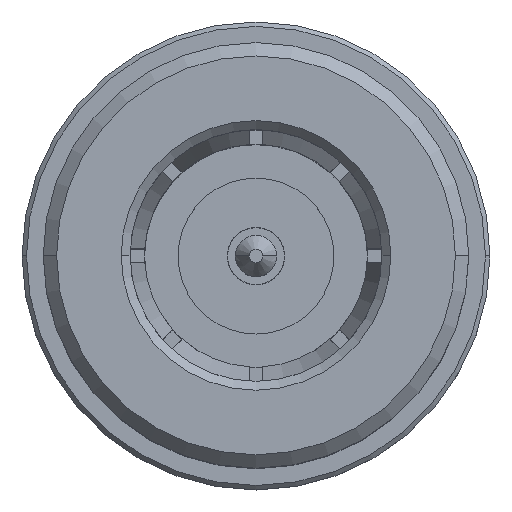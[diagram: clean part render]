
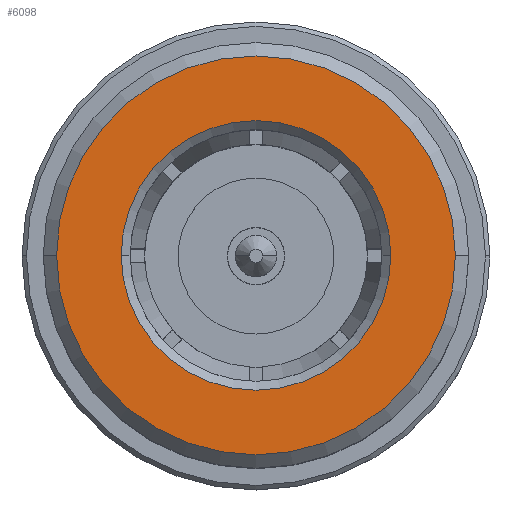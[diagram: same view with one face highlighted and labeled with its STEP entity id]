
A CAD part, top view. The second image highlights one B-rep face of the part: STEP entity #6098.
In plain terms, the highlighted planar face has unit normal (0, 0, 1).
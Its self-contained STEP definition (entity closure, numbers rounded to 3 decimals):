
#1644 = EDGE_CURVE ( 'NONE', #3074, #7457, #6947, .T. ) ;
#1857 = DIRECTION ( 'NONE',  ( 0., 0., -1. ) ) ;
#2845 = DIRECTION ( 'NONE',  ( 0., 0., -1. ) ) ;
#2967 = DIRECTION ( 'NONE',  ( 0., 0., 1. ) ) ;
#3006 = EDGE_CURVE ( 'NONE', #7457, #3074, #5380, .T. ) ;
#3074 = VERTEX_POINT ( 'NONE', #9004 ) ;
#3277 = CARTESIAN_POINT ( 'NONE',  ( -4.475, 0., 0. ) ) ;
#3394 = DIRECTION ( 'NONE',  ( 1., 0., 0. ) ) ;
#3575 = DIRECTION ( 'NONE',  ( 0., -1., 0. ) ) ;
#3589 = EDGE_CURVE ( 'NONE', #8907, #6900, #6630, .T. ) ;
#3592 = AXIS2_PLACEMENT_3D ( 'NONE', #8575, #1857, #4852 ) ;
#3965 = AXIS2_PLACEMENT_3D ( 'NONE', #6119, #2967, #8161 ) ;
#4124 = AXIS2_PLACEMENT_3D ( 'NONE', #4633, #8543, #9338 ) ;
#4282 = CARTESIAN_POINT ( 'NONE',  ( -3.025, 0., 0. ) ) ;
#4455 = EDGE_CURVE ( 'NONE', #6900, #8907, #8928, .T. ) ;
#4633 = CARTESIAN_POINT ( 'NONE',  ( 0., 0., 0. ) ) ;
#4852 = DIRECTION ( 'NONE',  ( -1., 0., 0. ) ) ;
#4922 = ORIENTED_EDGE ( 'NONE', *, *, #1644, .F. ) ;
#5010 = DIRECTION ( 'NONE',  ( 0., 0., 1. ) ) ;
#5380 = CIRCLE ( 'NONE', #3965, 3.025 ) ;
#5460 = EDGE_LOOP ( 'NONE', ( #7818, #9513 ) ) ;
#5867 = AXIS2_PLACEMENT_3D ( 'NONE', #7255, #5010, #3394 ) ;
#5879 = ORIENTED_EDGE ( 'NONE', *, *, #3006, .F. ) ;
#6098 = ADVANCED_FACE ( 'NONE', ( #8782, #6681 ), #8188, .F. ) ;
#6119 = CARTESIAN_POINT ( 'NONE',  ( 0., 0., 0. ) ) ;
#6578 = CARTESIAN_POINT ( 'NONE',  ( 4.475, 0., 0. ) ) ;
#6630 = CIRCLE ( 'NONE', #4124, 4.475 ) ;
#6634 = AXIS2_PLACEMENT_3D ( 'NONE', #7997, #2845, #3575 ) ;
#6681 = FACE_OUTER_BOUND ( 'NONE', #5460, .T. ) ;
#6900 = VERTEX_POINT ( 'NONE', #3277 ) ;
#6947 = CIRCLE ( 'NONE', #5867, 3.025 ) ;
#7255 = CARTESIAN_POINT ( 'NONE',  ( 0., 0., 0. ) ) ;
#7457 = VERTEX_POINT ( 'NONE', #4282 ) ;
#7818 = ORIENTED_EDGE ( 'NONE', *, *, #4455, .F. ) ;
#7997 = CARTESIAN_POINT ( 'NONE',  ( 4.529, -4.529, 0. ) ) ;
#8161 = DIRECTION ( 'NONE',  ( 1., 0., 0. ) ) ;
#8188 = PLANE ( 'NONE',  #6634 ) ;
#8543 = DIRECTION ( 'NONE',  ( 0., 0., -1. ) ) ;
#8575 = CARTESIAN_POINT ( 'NONE',  ( 0., 0., 0. ) ) ;
#8782 = FACE_BOUND ( 'NONE', #9281, .T. ) ;
#8907 = VERTEX_POINT ( 'NONE', #6578 ) ;
#8928 = CIRCLE ( 'NONE', #3592, 4.475 ) ;
#9004 = CARTESIAN_POINT ( 'NONE',  ( 3.025, 0., 0. ) ) ;
#9281 = EDGE_LOOP ( 'NONE', ( #4922, #5879 ) ) ;
#9338 = DIRECTION ( 'NONE',  ( -1., 0., 0. ) ) ;
#9513 = ORIENTED_EDGE ( 'NONE', *, *, #3589, .F. ) ;
